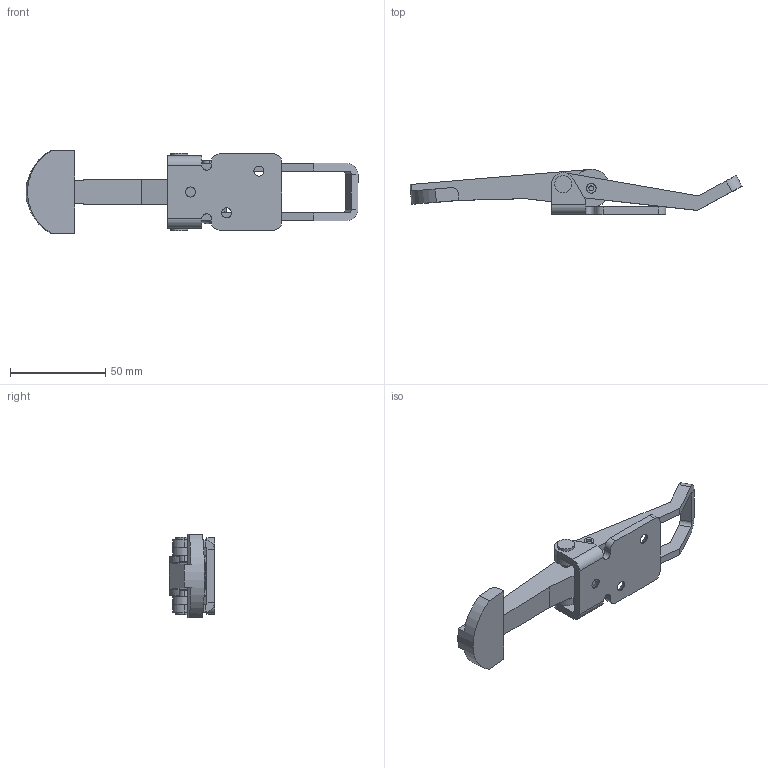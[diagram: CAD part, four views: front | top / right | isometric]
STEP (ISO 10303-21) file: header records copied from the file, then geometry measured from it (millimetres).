
FILE_DESCRIPTION (( 'STEP AP214' ), '1' );
FILE_NAME ('521064 - 703 C ZP Rubber hook.STEP', '2017-02-06T09:36:57', ( '' ), ( '' ), 'SwSTEP 2.0', 'SolidWorks 2015', '' );
FILE_SCHEMA (( 'AUTOMOTIVE_DESIGN' ));
Length unit declared in the file: millimetre
Products named in the file (6): 704 - Rivet Gradin; nit703; gummihake 703; 703 - Bygel; 703 - Platta C; 521064 - 703 C ZP Rubber hook
Assembly tree (6 placements, depth 2):
  521064 - 703 C ZP Rubber hook
    703 - Platta C
    703 - Bygel
    gummihake 703
    nit703
    704 - Rivet Gradin  x2
Bounding box: 174.73 x 23.72 x 44 mm (x, y, z)
Volume: 43166.9 mm3; surface area: 22157.9 mm2
Topology: 6 solids, 6 shells, 139 faces, 320 edges, 199 vertices
Faces by surface type: plane 67, cylinder 60, cone 10, sphere 2
Entity records: 3914 total; most frequent: DIRECTION 684, CARTESIAN_POINT 637, ORIENTED_EDGE 596, EDGE_CURVE 298, AXIS2_PLACEMENT_3D 256, VERTEX_POINT 185, VECTOR 172, LINE 172
